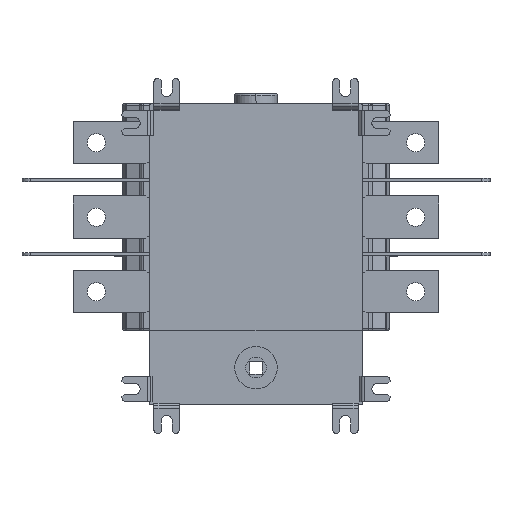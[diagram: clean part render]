
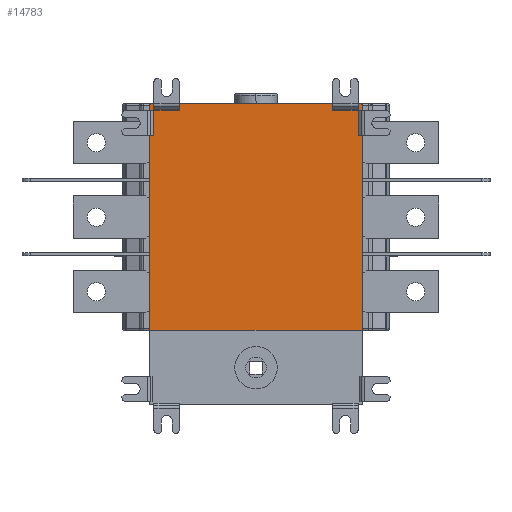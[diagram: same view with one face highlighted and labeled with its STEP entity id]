
A CAD part, front view. The second image highlights one B-rep face of the part: STEP entity #14783.
In plain terms, the highlighted planar face has unit normal (0, -1, 0).
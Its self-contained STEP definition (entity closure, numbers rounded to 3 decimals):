
#339=DIRECTION('',(1.,0.,0.));
#340=VECTOR('',#339,98.6);
#341=CARTESIAN_POINT('',(-49.296,-33.017,88.25));
#342=LINE('',#341,#340);
#1964=DIRECTION('',(0.001,0.,1.));
#1965=VECTOR('',#1964,12.);
#1966=CARTESIAN_POINT('',(48.131,-33.017,73.244));
#1967=LINE('',#1966,#1965);
#1971=CARTESIAN_POINT('',(49.304,-33.017,-17.55));
#1972=DIRECTION('',(0.,-1.,0.));
#1973=DIRECTION('',(0.,0.,-1.));
#1974=AXIS2_PLACEMENT_3D('',#1971,#1972,#1973);
#1979=DIRECTION('',(1.,0.,0.));
#1980=VECTOR('',#1979,98.6);
#1981=CARTESIAN_POINT('',(-49.296,-33.017,-18.25));
#1982=LINE('',#1981,#1980);
#1986=CARTESIAN_POINT('',(-49.296,-33.017,-17.55));
#1987=DIRECTION('',(0.,-1.,0.));
#1988=DIRECTION('',(-1.,0.,0.));
#1989=AXIS2_PLACEMENT_3D('',#1986,#1987,#1988);
#1994=DIRECTION('',(0.,0.,-1.));
#1995=VECTOR('',#1994,90.792);
#1996=CARTESIAN_POINT('',(-49.996,-33.017,
73.242));
#1997=LINE('',#1996,#1995);
#2001=DIRECTION('',(0.001,0.,-1.));
#2002=VECTOR('',#2001,12.);
#2003=CARTESIAN_POINT('',(-48.133,-33.017,
85.244));
#2004=LINE('',#2003,#2002);
#2008=DIRECTION('',(0.,0.,-1.));
#2009=VECTOR('',#2008,2.308);
#2010=CARTESIAN_POINT('',(-49.996,-33.017,87.55));
#2011=LINE('',#2010,#2009);
#2015=CARTESIAN_POINT('',(-49.296,-33.017,87.55));
#2016=DIRECTION('',(0.,-1.,0.));
#2017=DIRECTION('',(0.,0.,1.));
#2018=AXIS2_PLACEMENT_3D('',#2015,#2016,#2017);
#2023=CARTESIAN_POINT('',(49.304,-33.017,87.55));
#2024=DIRECTION('',(0.,-1.,0.));
#2025=DIRECTION('',(1.,0.,0.));
#2026=AXIS2_PLACEMENT_3D('',#2023,#2024,#2025);
#2031=DIRECTION('',(1.,0.,-0.001));
#2032=VECTOR('',#2031,12.);
#2033=CARTESIAN_POINT('',(36.017,-33.017,87.601));
#2034=LINE('',#2033,#2032);
#2038=DIRECTION('',(-1.,0.,0.001));
#2039=VECTOR('',#2038,12.);
#2040=CARTESIAN_POINT('',(48.015,-33.017,85.372));
#2041=LINE('',#2040,#2039);
#2045=DIRECTION('',(1.,0.,0.001));
#2046=VECTOR('',#2045,12.);
#2047=CARTESIAN_POINT('',(-48.008,-33.017,
87.589));
#2048=LINE('',#2047,#2046);
#2052=DIRECTION('',(-1.,0.,-0.001));
#2053=VECTOR('',#2052,12.);
#2054=CARTESIAN_POINT('',(-36.006,-33.017,
85.383));
#2055=LINE('',#2054,#2053);
#2067=DIRECTION('',(-1.,0.,0.001));
#2068=VECTOR('',#2067,1.862);
#2069=CARTESIAN_POINT('',(50.004,-33.017,85.242));
#2070=LINE('',#2069,#2068);
#2132=DIRECTION('',(1.,0.,-0.001));
#2133=VECTOR('',#2132,1.874);
#2134=CARTESIAN_POINT('',(48.131,-33.017,73.244));
#2135=LINE('',#2134,#2133);
#2184=DIRECTION('',(0.,0.,-1.));
#2185=VECTOR('',#2184,2.308);
#2186=CARTESIAN_POINT('',(50.004,-33.017,87.55));
#2187=LINE('',#2186,#2185);
#2212=DIRECTION('',(0.,0.,-1.));
#2213=VECTOR('',#2212,90.792);
#2214=CARTESIAN_POINT('',(50.004,-33.017,73.242));
#2215=LINE('',#2214,#2213);
#4214=DIRECTION('',(-1.,0.,-0.001));
#4215=VECTOR('',#4214,1.862);
#4216=CARTESIAN_POINT('',(-48.133,-33.017,
85.244));
#4217=LINE('',#4216,#4215);
#4266=DIRECTION('',(1.,0.,0.001));
#4267=VECTOR('',#4266,1.874);
#4268=CARTESIAN_POINT('',(-49.996,-33.017,
73.242));
#4269=LINE('',#4268,#4267);
#8294=DIRECTION('',(-0.001,0.,-1.));
#8295=VECTOR('',#8294,2.217);
#8296=CARTESIAN_POINT('',(36.017,-33.017,87.601));
#8297=LINE('',#8296,#8295);
#8352=DIRECTION('',(0.001,0.,1.));
#8353=VECTOR('',#8352,2.217);
#8354=CARTESIAN_POINT('',(48.015,-33.017,85.372));
#8355=LINE('',#8354,#8353);
#8641=DIRECTION('',(-0.001,0.,1.));
#8642=VECTOR('',#8641,2.217);
#8643=CARTESIAN_POINT('',(-36.006,-33.017,
85.383));
#8644=LINE('',#8643,#8642);
#8686=DIRECTION('',(0.001,0.,-1.));
#8687=VECTOR('',#8686,2.217);
#8688=CARTESIAN_POINT('',(-48.008,-33.017,
87.589));
#8689=LINE('',#8688,#8687);
#11862=CARTESIAN_POINT('',(-36.006,-33.017,
85.383));
#11863=CARTESIAN_POINT('',(-36.008,-33.017,
87.601));
#11864=VERTEX_POINT('',#11862);
#11865=VERTEX_POINT('',#11863);
#11866=CARTESIAN_POINT('',(-48.006,-33.017,
85.372));
#11867=VERTEX_POINT('',#11866);
#11868=CARTESIAN_POINT('',(-48.008,-33.017,
87.589));
#11869=VERTEX_POINT('',#11868);
#11930=CARTESIAN_POINT('',(48.017,-33.017,
87.589));
#11931=VERTEX_POINT('',#11930);
#11932=CARTESIAN_POINT('',(48.015,-33.017,
85.372));
#11933=VERTEX_POINT('',#11932);
#11934=CARTESIAN_POINT('',(36.015,-33.017,
85.383));
#11935=VERTEX_POINT('',#11934);
#11936=CARTESIAN_POINT('',(36.017,-33.017,
87.601));
#11937=VERTEX_POINT('',#11936);
#12170=CARTESIAN_POINT('',(49.304,-33.017,88.25));
#12171=VERTEX_POINT('',#12170);
#12172=CARTESIAN_POINT('',(50.004,-33.017,87.55));
#12173=VERTEX_POINT('',#12172);
#12728=CARTESIAN_POINT('',(-49.296,-33.017,-18.25));
#12729=VERTEX_POINT('',#12728);
#12730=CARTESIAN_POINT('',(-49.996,-33.017,-17.55));
#12731=VERTEX_POINT('',#12730);
#12749=CARTESIAN_POINT('',(-49.996,-33.017,87.55));
#12750=VERTEX_POINT('',#12749);
#12751=CARTESIAN_POINT('',(-49.296,-33.017,88.25));
#12752=VERTEX_POINT('',#12751);
#12813=CARTESIAN_POINT('',(-48.133,-33.017,
85.244));
#12814=CARTESIAN_POINT('',(-49.996,-33.017,
85.242));
#12815=VERTEX_POINT('',#12813);
#12816=VERTEX_POINT('',#12814);
#12819=CARTESIAN_POINT('',(-48.122,-33.017,
73.244));
#12820=VERTEX_POINT('',#12819);
#12821=CARTESIAN_POINT('',(-49.996,-33.017,
73.242));
#12822=VERTEX_POINT('',#12821);
#12877=CARTESIAN_POINT('',(50.004,-33.017,-17.55));
#12878=VERTEX_POINT('',#12877);
#12879=CARTESIAN_POINT('',(49.304,-33.017,-18.25));
#12880=VERTEX_POINT('',#12879);
#12945=CARTESIAN_POINT('',(50.004,-33.017,
73.242));
#12946=VERTEX_POINT('',#12945);
#12947=CARTESIAN_POINT('',(50.004,-33.017,
85.242));
#12948=VERTEX_POINT('',#12947);
#12949=CARTESIAN_POINT('',(48.131,-33.017,
73.244));
#12950=VERTEX_POINT('',#12949);
#12951=CARTESIAN_POINT('',(48.142,-33.017,
85.244));
#12952=VERTEX_POINT('',#12951);
#14726=CARTESIAN_POINT('',(0.004,-33.017,35.));
#14727=DIRECTION('',(0.,1.,0.));
#14728=DIRECTION('',(1.,0.,0.));
#14729=AXIS2_PLACEMENT_3D('',#14726,#14727,#14728);
#14730=PLANE('',#14729);
#14732=ORIENTED_EDGE('',*,*,#14731,.T.);
#14734=ORIENTED_EDGE('',*,*,#14733,.F.);
#14736=ORIENTED_EDGE('',*,*,#14735,.T.);
#14738=ORIENTED_EDGE('',*,*,#14737,.T.);
#14740=ORIENTED_EDGE('',*,*,#14739,.F.);
#14741=ORIENTED_EDGE('',*,*,#14709,.F.);
#14743=ORIENTED_EDGE('',*,*,#14742,.F.);
#14745=ORIENTED_EDGE('',*,*,#14744,.F.);
#14747=ORIENTED_EDGE('',*,*,#14746,.T.);
#14749=ORIENTED_EDGE('',*,*,#14748,.F.);
#14751=ORIENTED_EDGE('',*,*,#14750,.T.);
#14753=ORIENTED_EDGE('',*,*,#14752,.F.);
#14755=ORIENTED_EDGE('',*,*,#14754,.F.);
#14756=ORIENTED_EDGE('',*,*,#13688,.T.);
#14758=ORIENTED_EDGE('',*,*,#14757,.F.);
#14760=ORIENTED_EDGE('',*,*,#14759,.T.);
#14761=EDGE_LOOP('',(#14732,#14734,#14736,#14738,#14740,#14741,#14743,#14745,
#14747,#14749,#14751,#14753,#14755,#14756,#14758,#14760));
#14762=FACE_OUTER_BOUND('',#14761,.F.);
#14764=ORIENTED_EDGE('',*,*,#14763,.F.);
#14766=ORIENTED_EDGE('',*,*,#14765,.T.);
#14768=ORIENTED_EDGE('',*,*,#14767,.F.);
#14770=ORIENTED_EDGE('',*,*,#14769,.T.);
#14771=EDGE_LOOP('',(#14764,#14766,#14768,#14770));
#14772=FACE_BOUND('',#14771,.F.);
#14774=ORIENTED_EDGE('',*,*,#14773,.F.);
#14776=ORIENTED_EDGE('',*,*,#14775,.T.);
#14778=ORIENTED_EDGE('',*,*,#14777,.F.);
#14780=ORIENTED_EDGE('',*,*,#14779,.T.);
#14781=EDGE_LOOP('',(#14774,#14776,#14778,#14780));
#14782=FACE_BOUND('',#14781,.F.);
#14783=ADVANCED_FACE('',(#14762,#14772,#14782),#14730,.F.);
#1975=CIRCLE('',#1974,0.7);
#1990=CIRCLE('',#1989,0.7);
#2019=CIRCLE('',#2018,0.7);
#2027=CIRCLE('',#2026,0.7);
#13688=EDGE_CURVE('',#12752,#12171,#342,.T.);
#14709=EDGE_CURVE('',#12729,#12880,#1982,.T.);
#14731=EDGE_CURVE('',#12948,#12952,#2070,.T.);
#14733=EDGE_CURVE('',#12950,#12952,#1967,.T.);
#14735=EDGE_CURVE('',#12950,#12946,#2135,.T.);
#14737=EDGE_CURVE('',#12946,#12878,#2215,.T.);
#14739=EDGE_CURVE('',#12880,#12878,#1975,.T.);
#14742=EDGE_CURVE('',#12731,#12729,#1990,.T.);
#14744=EDGE_CURVE('',#12822,#12731,#1997,.T.);
#14746=EDGE_CURVE('',#12822,#12820,#4269,.T.);
#14748=EDGE_CURVE('',#12815,#12820,#2004,.T.);
#14750=EDGE_CURVE('',#12815,#12816,#4217,.T.);
#14752=EDGE_CURVE('',#12750,#12816,#2011,.T.);
#14754=EDGE_CURVE('',#12752,#12750,#2019,.T.);
#14757=EDGE_CURVE('',#12173,#12171,#2027,.T.);
#14759=EDGE_CURVE('',#12173,#12948,#2187,.T.);
#14763=EDGE_CURVE('',#11937,#11931,#2034,.T.);
#14765=EDGE_CURVE('',#11937,#11935,#8297,.T.);
#14767=EDGE_CURVE('',#11933,#11935,#2041,.T.);
#14769=EDGE_CURVE('',#11933,#11931,#8355,.T.);
#14773=EDGE_CURVE('',#11869,#11865,#2048,.T.);
#14775=EDGE_CURVE('',#11869,#11867,#8689,.T.);
#14777=EDGE_CURVE('',#11864,#11867,#2055,.T.);
#14779=EDGE_CURVE('',#11864,#11865,#8644,.T.);
